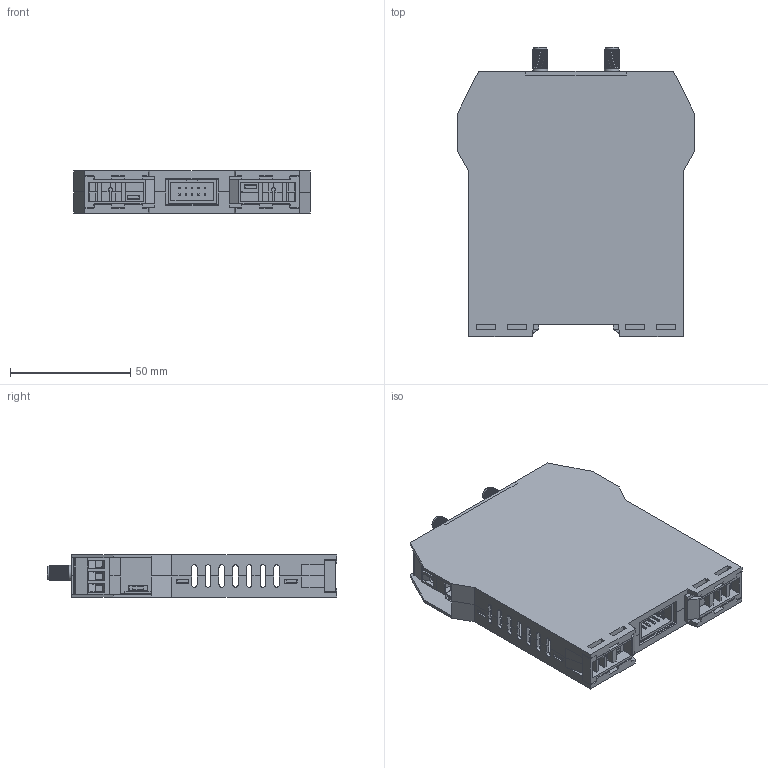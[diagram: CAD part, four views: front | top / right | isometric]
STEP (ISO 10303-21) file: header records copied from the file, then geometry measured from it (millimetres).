
FILE_DESCRIPTION(/* description */ ('','CAx-IF Rec.Pracs.---Representation and Presentation of Product Manufacturing Information (PMI)---3.8---2014-02-18'),/* implementation_level */ '2;1');
FILE_NAME(/* name */ 'Z-MODEM-3G.stp',/* time_stamp */ '2017-03-13T15:50:19+01:00',/* author */ ('teso'),/* organization */ (''),/* preprocessor_version */ 'ST-DEVELOPER v16.5',/* originating_system */ 'Autodesk Inventor 2017',/* authorisation */ '');
FILE_SCHEMA (('AP242_MANAGED_MODEL_BASED_3D_ENGINEERING_MIM_LF { 1 0 10303 442 1 1 4 }'));
Length unit declared in the file: millimetre
Products named in the file (13): Z-MODEM-3G; contenitore; gancio fissaggio; connettore bus; Coperchio-ant.; Fix1_MIR4; MSTB_2.5_3-ST-5.08; MSTB_2.5_3-ST-5.08_MIR2; Parte12; micro usb; Parte12_MIR; innesto antenna; innesto antenna_MIR
Assembly tree (13 placements, depth 2):
  Z-MODEM-3G
    contenitore  x2
    gancio fissaggio
    connettore bus
    Coperchio-ant.
    Fix1_MIR4
    MSTB_2.5_3-ST-5.08
    MSTB_2.5_3-ST-5.08_MIR2
    Parte12
    micro usb
    Parte12_MIR
    innesto antenna
    innesto antenna_MIR
Bounding box: 98.5 x 120.15 x 17.5 mm (x, y, z)
Volume: 45450.4 mm3; surface area: 63255.9 mm2
Topology: 13 solids, 13 shells, 1269 faces, 3423 edges, 2238 vertices
Faces by surface type: plane 1082, cylinder 179, cone 4, bspline 4
Full cylindrical faces by diameter (mm): 0.609 x2, 1.4 x6, 1.5 x4, 1.6 x4, 2.8 x6, 3 x4, 3.783 x6, 4 x6, 4.56 x2, 5.4 x2, 6.3 x3
Entity records: 34484 total; most frequent: CARTESIAN_POINT 9961, ORIENTED_EDGE 4936, DIRECTION 4758, EDGE_CURVE 2468, LINE 2120, VECTOR 2120, VERTEX_POINT 1628, AXIS2_PLACEMENT_3D 1319
